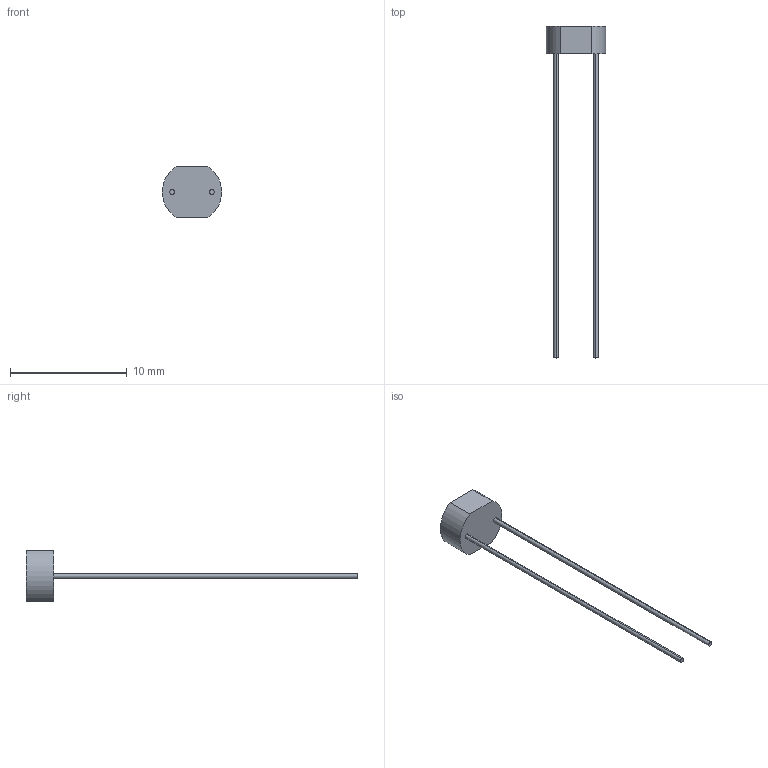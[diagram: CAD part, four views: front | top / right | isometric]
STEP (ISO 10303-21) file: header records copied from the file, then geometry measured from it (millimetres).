
FILE_DESCRIPTION (( 'STEP AP214' ), '1' );
FILE_NAME ('PDV-P8103.STEP', '2020-08-12T11:24:18', ( '' ), ( '' ), 'SwSTEP 2.0', 'SolidWorks 2017', '' );
FILE_SCHEMA (( 'AUTOMOTIVE_DESIGN' ));
Length unit declared in the file: millimetre
Products named in the file (1): PDV-P8103
Bounding box: 5.08 x 28.38 x 4.29 mm (x, y, z)
Volume: 51.3 mm3; surface area: 186.5 mm2
Topology: 7 solids, 7 shells, 132 faces, 336 edges, 224 vertices
Faces by surface type: plane 106, cylinder 26
Entity records: 4752 total; most frequent: CARTESIAN_POINT 693, ORIENTED_EDGE 672, DIRECTION 654, EDGE_CURVE 336, VECTOR 284, LINE 284, VERTEX_POINT 224, AXIS2_PLACEMENT_3D 185
